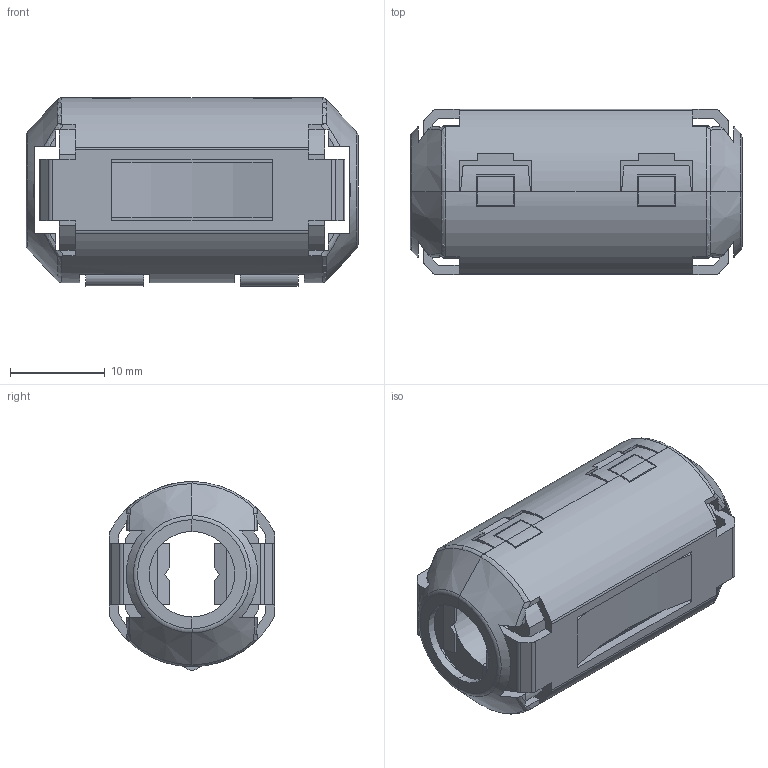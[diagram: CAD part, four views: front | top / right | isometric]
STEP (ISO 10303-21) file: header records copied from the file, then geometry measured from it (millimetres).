
FILE_DESCRIPTION (( 'STEP AP214' ), '1' );
FILE_NAME ('52100110 CLOSED.STEP', '2012-10-17T17:54:35', ( 'nhoefs' ), ( 'Microsoft' ), 'SwSTEP 2.0', 'SolidWorks 2012', '' );
FILE_SCHEMA (( 'AUTOMOTIVE_DESIGN' ));
Length unit declared in the file: inch
Products named in the file (1): 52100110 CLOSED
Bounding box: 35 x 17.4 x 19.88 mm (x, y, z)
Volume: 5376.1 mm3; surface area: 7378.2 mm2
Topology: 2 solids, 2 shells, 297 faces, 889 edges, 586 vertices
Faces by surface type: plane 216, cylinder 49, cone 12, torus 12, bspline 8
Entity records: 10300 total; most frequent: CARTESIAN_POINT 2277, ORIENTED_EDGE 1778, DIRECTION 1555, EDGE_CURVE 889, VECTOR 603, LINE 603, VERTEX_POINT 586, AXIS2_PLACEMENT_3D 476
